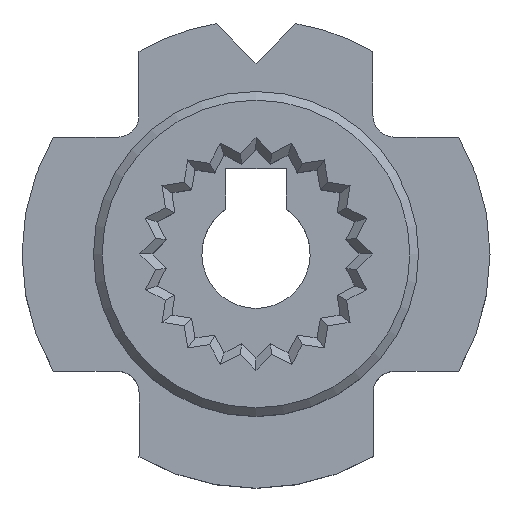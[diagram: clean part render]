
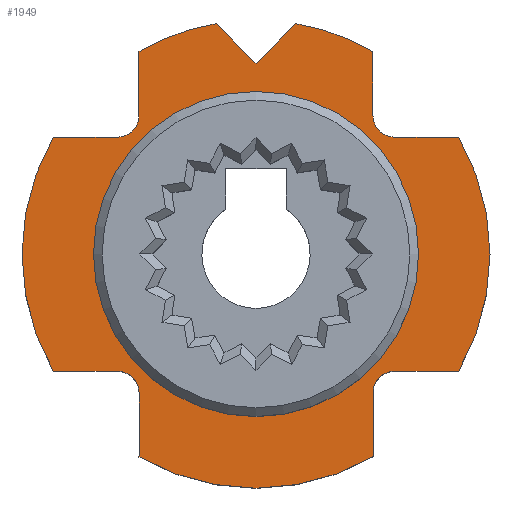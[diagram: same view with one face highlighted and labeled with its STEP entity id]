
A CAD part, top view. The second image highlights one B-rep face of the part: STEP entity #1949.
In plain terms, the highlighted planar face has unit normal (0, 0, 1).
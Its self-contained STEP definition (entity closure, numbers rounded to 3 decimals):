
#27=FACE_BOUND('',#321,.T.);
#111=PLANE('',#2075);
#210=FACE_OUTER_BOUND('',#320,.T.);
#320=EDGE_LOOP('',(#1686,#1687,#1688,#1689,#1690,#1691,#1692,#1693,#1694,
#1695,#1696,#1697,#1698,#1699,#1700,#1701,#1702,#1703,#1704));
#321=EDGE_LOOP('',(#1705));
#551=LINE('',#3055,#802);
#552=LINE('',#3059,#803);
#553=LINE('',#3063,#804);
#554=LINE('',#3067,#805);
#555=LINE('',#3071,#806);
#556=LINE('',#3075,#807);
#557=LINE('',#3079,#808);
#558=LINE('',#3083,#809);
#559=LINE('',#3087,#810);
#560=LINE('',#3088,#811);
#802=VECTOR('',#2501,10.);
#803=VECTOR('',#2504,10.);
#804=VECTOR('',#2507,10.);
#805=VECTOR('',#2510,10.);
#806=VECTOR('',#2513,10.);
#807=VECTOR('',#2516,10.);
#808=VECTOR('',#2519,10.);
#809=VECTOR('',#2522,10.);
#810=VECTOR('',#2525,10.);
#811=VECTOR('',#2526,10.);
#853=CIRCLE('',#1994,3.75);
#854=CIRCLE('',#2076,5.4);
#855=CIRCLE('',#2077,0.5);
#856=CIRCLE('',#2078,5.4);
#857=CIRCLE('',#2079,0.5);
#858=CIRCLE('',#2080,5.4);
#859=CIRCLE('',#2081,0.5);
#860=CIRCLE('',#2082,5.4);
#861=CIRCLE('',#2083,0.5);
#862=CIRCLE('',#2084,5.4);
#916=VERTEX_POINT('',#2727);
#997=VERTEX_POINT('',#3051);
#998=VERTEX_POINT('',#3052);
#999=VERTEX_POINT('',#3054);
#1000=VERTEX_POINT('',#3056);
#1001=VERTEX_POINT('',#3058);
#1002=VERTEX_POINT('',#3060);
#1003=VERTEX_POINT('',#3062);
#1004=VERTEX_POINT('',#3064);
#1005=VERTEX_POINT('',#3066);
#1006=VERTEX_POINT('',#3068);
#1007=VERTEX_POINT('',#3070);
#1008=VERTEX_POINT('',#3072);
#1009=VERTEX_POINT('',#3074);
#1010=VERTEX_POINT('',#3076);
#1011=VERTEX_POINT('',#3078);
#1012=VERTEX_POINT('',#3080);
#1013=VERTEX_POINT('',#3082);
#1014=VERTEX_POINT('',#3084);
#1015=VERTEX_POINT('',#3086);
#1087=EDGE_CURVE('',#916,#916,#853,.T.);
#1248=EDGE_CURVE('',#997,#998,#854,.T.);
#1249=EDGE_CURVE('',#998,#999,#551,.T.);
#1250=EDGE_CURVE('',#999,#1000,#855,.T.);
#1251=EDGE_CURVE('',#1000,#1001,#552,.T.);
#1252=EDGE_CURVE('',#1001,#1002,#856,.T.);
#1253=EDGE_CURVE('',#1002,#1003,#553,.T.);
#1254=EDGE_CURVE('',#1003,#1004,#857,.T.);
#1255=EDGE_CURVE('',#1004,#1005,#554,.T.);
#1256=EDGE_CURVE('',#1005,#1006,#858,.T.);
#1257=EDGE_CURVE('',#1006,#1007,#555,.T.);
#1258=EDGE_CURVE('',#1007,#1008,#859,.T.);
#1259=EDGE_CURVE('',#1008,#1009,#556,.T.);
#1260=EDGE_CURVE('',#1009,#1010,#860,.T.);
#1261=EDGE_CURVE('',#1010,#1011,#557,.T.);
#1262=EDGE_CURVE('',#1011,#1012,#861,.T.);
#1263=EDGE_CURVE('',#1012,#1013,#558,.T.);
#1264=EDGE_CURVE('',#1013,#1014,#862,.T.);
#1265=EDGE_CURVE('',#1014,#1015,#559,.T.);
#1266=EDGE_CURVE('',#1015,#997,#560,.T.);
#1686=ORIENTED_EDGE('',*,*,#1248,.T.);
#1687=ORIENTED_EDGE('',*,*,#1249,.T.);
#1688=ORIENTED_EDGE('',*,*,#1250,.T.);
#1689=ORIENTED_EDGE('',*,*,#1251,.T.);
#1690=ORIENTED_EDGE('',*,*,#1252,.T.);
#1691=ORIENTED_EDGE('',*,*,#1253,.T.);
#1692=ORIENTED_EDGE('',*,*,#1254,.T.);
#1693=ORIENTED_EDGE('',*,*,#1255,.T.);
#1694=ORIENTED_EDGE('',*,*,#1256,.T.);
#1695=ORIENTED_EDGE('',*,*,#1257,.T.);
#1696=ORIENTED_EDGE('',*,*,#1258,.T.);
#1697=ORIENTED_EDGE('',*,*,#1259,.T.);
#1698=ORIENTED_EDGE('',*,*,#1260,.T.);
#1699=ORIENTED_EDGE('',*,*,#1261,.T.);
#1700=ORIENTED_EDGE('',*,*,#1262,.T.);
#1701=ORIENTED_EDGE('',*,*,#1263,.T.);
#1702=ORIENTED_EDGE('',*,*,#1264,.T.);
#1703=ORIENTED_EDGE('',*,*,#1265,.T.);
#1704=ORIENTED_EDGE('',*,*,#1266,.T.);
#1705=ORIENTED_EDGE('',*,*,#1087,.T.);
#1949=ADVANCED_FACE('',(#210,#27),#111,.T.);
#1994=AXIS2_PLACEMENT_3D('',#2729,#2175,#2176);
#2075=AXIS2_PLACEMENT_3D('',#3050,#2497,#2498);
#2076=AXIS2_PLACEMENT_3D('',#3053,#2499,#2500);
#2077=AXIS2_PLACEMENT_3D('',#3057,#2502,#2503);
#2078=AXIS2_PLACEMENT_3D('',#3061,#2505,#2506);
#2079=AXIS2_PLACEMENT_3D('',#3065,#2508,#2509);
#2080=AXIS2_PLACEMENT_3D('',#3069,#2511,#2512);
#2081=AXIS2_PLACEMENT_3D('',#3073,#2514,#2515);
#2082=AXIS2_PLACEMENT_3D('',#3077,#2517,#2518);
#2083=AXIS2_PLACEMENT_3D('',#3081,#2520,#2521);
#2084=AXIS2_PLACEMENT_3D('',#3085,#2523,#2524);
#2175=DIRECTION('center_axis',(0.,0.,-1.));
#2176=DIRECTION('ref_axis',(1.,0.,0.));
#2497=DIRECTION('center_axis',(0.,0.,1.));
#2498=DIRECTION('ref_axis',(1.,0.,0.));
#2499=DIRECTION('center_axis',(0.,0.,1.));
#2500=DIRECTION('ref_axis',(0.5,0.866,0.));
#2501=DIRECTION('',(0.,-1.,0.));
#2502=DIRECTION('center_axis',(0.,0.,-1.));
#2503=DIRECTION('ref_axis',(0.,-1.,0.));
#2504=DIRECTION('',(-1.,0.,0.));
#2505=DIRECTION('center_axis',(0.,0.,1.));
#2506=DIRECTION('ref_axis',(-0.866,0.5,0.));
#2507=DIRECTION('',(1.,0.,0.));
#2508=DIRECTION('center_axis',(0.,0.,-1.));
#2509=DIRECTION('ref_axis',(1.,0.,0.));
#2510=DIRECTION('',(0.,-1.,0.));
#2511=DIRECTION('center_axis',(0.,0.,1.));
#2512=DIRECTION('ref_axis',(-0.5,-0.866,0.));
#2513=DIRECTION('',(0.,1.,0.));
#2514=DIRECTION('center_axis',(0.,0.,-1.));
#2515=DIRECTION('ref_axis',(0.,1.,0.));
#2516=DIRECTION('',(1.,0.,0.));
#2517=DIRECTION('center_axis',(0.,0.,1.));
#2518=DIRECTION('ref_axis',(0.866,-0.5,0.));
#2519=DIRECTION('',(-1.,0.,0.));
#2520=DIRECTION('center_axis',(0.,0.,-1.));
#2521=DIRECTION('ref_axis',(-1.,0.,0.));
#2522=DIRECTION('',(0.,1.,0.));
#2523=DIRECTION('center_axis',(0.,0.,1.));
#2524=DIRECTION('ref_axis',(0.5,0.866,0.));
#2525=DIRECTION('',(-0.707,-0.707,0.));
#2526=DIRECTION('',(-0.707,0.707,0.));
#2727=CARTESIAN_POINT('',(-3.75,0.,2.8));
#2729=CARTESIAN_POINT('Origin',(0.,0.,2.8));
#3050=CARTESIAN_POINT('Origin',(0.,-0.04,
2.8));
#3051=CARTESIAN_POINT('',(-0.921,5.321,2.8));
#3052=CARTESIAN_POINT('',(-2.7,4.677,2.8));
#3053=CARTESIAN_POINT('Origin',(0.,0.,2.8));
#3054=CARTESIAN_POINT('',(-2.7,3.2,2.8));
#3055=CARTESIAN_POINT('',(-2.7,3.2,2.8));
#3056=CARTESIAN_POINT('',(-3.2,2.7,2.8));
#3057=CARTESIAN_POINT('Origin',(-3.2,3.2,2.8));
#3058=CARTESIAN_POINT('',(-4.677,2.7,2.8));
#3059=CARTESIAN_POINT('',(-3.2,2.7,2.8));
#3060=CARTESIAN_POINT('',(-4.677,-2.7,2.8));
#3061=CARTESIAN_POINT('Origin',(0.,0.,2.8));
#3062=CARTESIAN_POINT('',(-3.2,-2.7,2.8));
#3063=CARTESIAN_POINT('',(-3.2,-2.7,2.8));
#3064=CARTESIAN_POINT('',(-2.7,-3.2,2.8));
#3065=CARTESIAN_POINT('Origin',(-3.2,-3.2,2.8));
#3066=CARTESIAN_POINT('',(-2.7,-4.677,2.8));
#3067=CARTESIAN_POINT('',(-2.7,-3.2,2.8));
#3068=CARTESIAN_POINT('',(2.7,-4.677,2.8));
#3069=CARTESIAN_POINT('Origin',(0.,0.,2.8));
#3070=CARTESIAN_POINT('',(2.7,-3.2,2.8));
#3071=CARTESIAN_POINT('',(2.7,-3.2,2.8));
#3072=CARTESIAN_POINT('',(3.2,-2.7,2.8));
#3073=CARTESIAN_POINT('Origin',(3.2,-3.2,2.8));
#3074=CARTESIAN_POINT('',(4.677,-2.7,2.8));
#3075=CARTESIAN_POINT('',(3.2,-2.7,2.8));
#3076=CARTESIAN_POINT('',(4.677,2.7,2.8));
#3077=CARTESIAN_POINT('Origin',(0.,0.,2.8));
#3078=CARTESIAN_POINT('',(3.2,2.7,2.8));
#3079=CARTESIAN_POINT('',(3.2,2.7,2.8));
#3080=CARTESIAN_POINT('',(2.7,3.2,2.8));
#3081=CARTESIAN_POINT('Origin',(3.2,3.2,2.8));
#3082=CARTESIAN_POINT('',(2.7,4.677,2.8));
#3083=CARTESIAN_POINT('',(2.7,3.2,2.8));
#3084=CARTESIAN_POINT('',(0.921,5.321,2.8));
#3085=CARTESIAN_POINT('Origin',(0.,0.,2.8));
#3086=CARTESIAN_POINT('',(0.,4.4,2.8));
#3087=CARTESIAN_POINT('',(0.,4.4,2.8));
#3088=CARTESIAN_POINT('',(0.,4.4,2.8));
